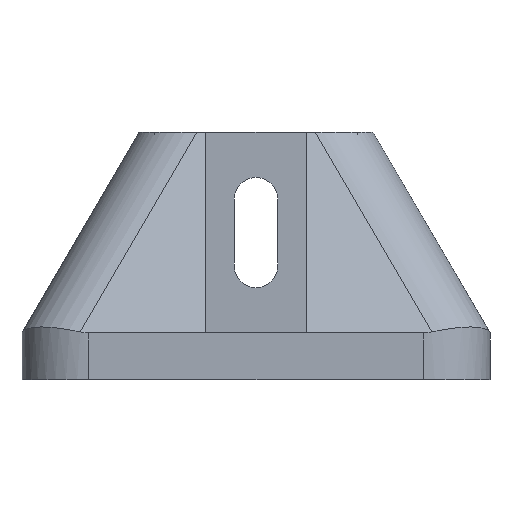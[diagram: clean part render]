
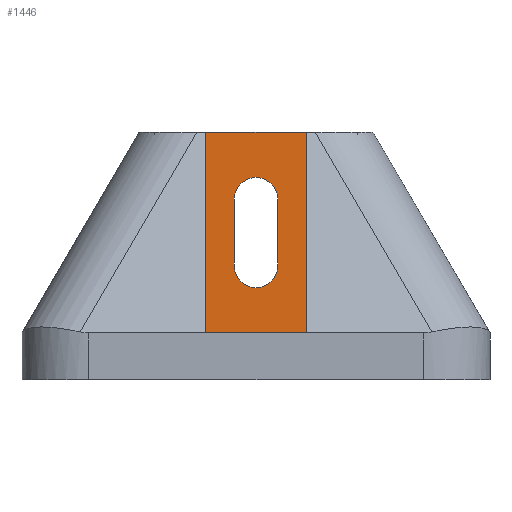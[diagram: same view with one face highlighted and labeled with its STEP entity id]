
A CAD part, left-side view. The second image highlights one B-rep face of the part: STEP entity #1446.
In plain terms, the highlighted planar face has unit normal (-1, 0, 0).
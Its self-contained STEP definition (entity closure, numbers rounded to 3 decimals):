
#21=FACE_BOUND('',#203,.T.);
#50=PLANE('',#1594);
#119=FACE_OUTER_BOUND('',#202,.T.);
#202=EDGE_LOOP('',(#1160,#1161,#1162,#1163));
#203=EDGE_LOOP('',(#1164,#1165,#1166,#1167));
#361=LINE('',#2339,#509);
#363=LINE('',#2343,#511);
#364=LINE('',#2344,#512);
#365=LINE('',#2345,#513);
#366=LINE('',#2348,#514);
#367=LINE('',#2352,#515);
#509=VECTOR('',#1896,1000.);
#511=VECTOR('',#1900,1000.);
#512=VECTOR('',#1901,1000.);
#513=VECTOR('',#1902,1000.);
#514=VECTOR('',#1903,1000.);
#515=VECTOR('',#1906,1000.);
#600=CIRCLE('',#1595,3.25);
#601=CIRCLE('',#1596,3.25);
#703=VERTEX_POINT('',#2310);
#708=VERTEX_POINT('',#2336);
#709=VERTEX_POINT('',#2338);
#710=VERTEX_POINT('',#2342);
#711=VERTEX_POINT('',#2346);
#712=VERTEX_POINT('',#2347);
#713=VERTEX_POINT('',#2349);
#714=VERTEX_POINT('',#2351);
#877=EDGE_CURVE('',#709,#708,#361,.T.);
#879=EDGE_CURVE('',#703,#710,#363,.T.);
#880=EDGE_CURVE('',#703,#709,#364,.T.);
#881=EDGE_CURVE('',#710,#708,#365,.T.);
#882=EDGE_CURVE('',#711,#712,#366,.T.);
#883=EDGE_CURVE('',#712,#713,#600,.T.);
#884=EDGE_CURVE('',#713,#714,#367,.T.);
#885=EDGE_CURVE('',#714,#711,#601,.T.);
#1160=ORIENTED_EDGE('',*,*,#879,.F.);
#1161=ORIENTED_EDGE('',*,*,#880,.T.);
#1162=ORIENTED_EDGE('',*,*,#877,.T.);
#1163=ORIENTED_EDGE('',*,*,#881,.F.);
#1164=ORIENTED_EDGE('',*,*,#882,.T.);
#1165=ORIENTED_EDGE('',*,*,#883,.T.);
#1166=ORIENTED_EDGE('',*,*,#884,.T.);
#1167=ORIENTED_EDGE('',*,*,#885,.T.);
#1446=ADVANCED_FACE('',(#119,#21),#50,.F.);
#1594=AXIS2_PLACEMENT_3D('',#2341,#1898,#1899);
#1595=AXIS2_PLACEMENT_3D('',#2350,#1904,#1905);
#1596=AXIS2_PLACEMENT_3D('',#2353,#1907,#1908);
#1896=DIRECTION('',(0.,-1.,0.));
#1898=DIRECTION('center_axis',(1.,0.,0.));
#1899=DIRECTION('ref_axis',(0.,1.,0.));
#1900=DIRECTION('',(0.,-1.,0.));
#1901=DIRECTION('',(0.,0.,-1.));
#1902=DIRECTION('',(0.,0.,-1.));
#1903=DIRECTION('',(0.,0.,-1.));
#1904=DIRECTION('center_axis',(1.,0.,0.));
#1905=DIRECTION('ref_axis',(0.,-1.,0.));
#1906=DIRECTION('',(0.,0.,1.));
#1907=DIRECTION('center_axis',(1.,0.,0.));
#1908=DIRECTION('ref_axis',(0.,1.,0.));
#2310=CARTESIAN_POINT('',(-17.5,7.5,37.));
#2336=CARTESIAN_POINT('',(-17.5,-7.5,7.));
#2338=CARTESIAN_POINT('',(-17.5,7.5,7.));
#2339=CARTESIAN_POINT('',(-17.5,-7.5,7.));
#2341=CARTESIAN_POINT('Origin',(-17.5,7.5,37.));
#2342=CARTESIAN_POINT('',(-17.5,-7.5,37.));
#2343=CARTESIAN_POINT('',(-17.5,17.5,37.));
#2344=CARTESIAN_POINT('',(-17.5,7.5,37.));
#2345=CARTESIAN_POINT('',(-17.5,-7.5,37.));
#2346=CARTESIAN_POINT('',(-17.5,-3.25,27.));
#2347=CARTESIAN_POINT('',(-17.5,-3.25,17.));
#2348=CARTESIAN_POINT('',(-17.5,-3.25,27.));
#2349=CARTESIAN_POINT('',(-17.5,3.25,17.));
#2350=CARTESIAN_POINT('Origin',(-17.5,0.,17.));
#2351=CARTESIAN_POINT('',(-17.5,3.25,27.));
#2352=CARTESIAN_POINT('',(-17.5,3.25,32.));
#2353=CARTESIAN_POINT('Origin',(-17.5,0.,27.));
